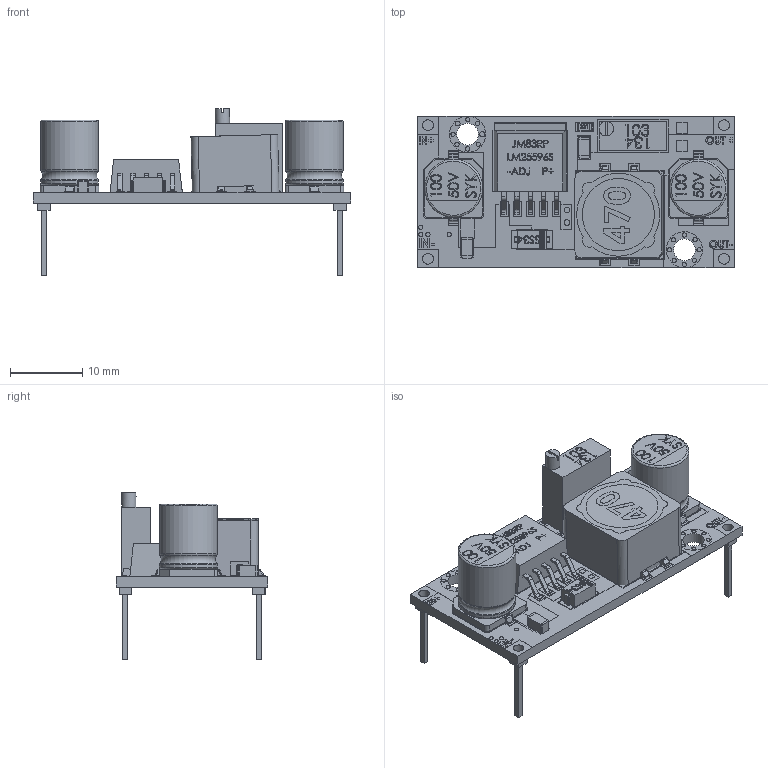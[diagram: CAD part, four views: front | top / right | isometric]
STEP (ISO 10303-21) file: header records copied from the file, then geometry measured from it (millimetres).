
FILE_DESCRIPTION(/* description */ ('STEP AP242','CAx-IF Rec.Pracs.---Representation and Presentation of Product Manufacturing Information (PMI)---4.0---2014-10-13','CAx-IF Rec.Pracs.---3D Tessellated Geometry---0.4---2014-09-14','2;1'),/* implementation_level */ '2;1');
FILE_NAME(/* name */ '66d87085d1e4d54eefa1c100',/* time_stamp */ '2024-09-04T14:36:54Z',/* author */ (''),/* organization */ (''),/* preprocessor_version */ 'ST-DEVELOPER v20',/* originating_system */ ' ',/* authorisation */ ' ');
FILE_SCHEMA (('AP242_MANAGED_MODEL_BASED_3D_ENGINEERING_MIM_LF { 1 0 10303 442 1 1 4 }'));
Length unit declared in the file: metre
Products named in the file (17): LM2596.step[4]; LM2596.step[1]; LM2596.step[12]; LM2596.step[13]; Part 14; Part 15; Part 16; Part 17; LM2596.step[6]; LM2596.step[2]; LM2596.step[3]; LM2596.step[10]; LM2596.step[8]; LM2596.step[9]; LM2596.step[5]; LM2596.step[11]; LM2596.step[7]
Bounding box: 44 x 21 x 23.1 mm (x, y, z)
Volume: 4310.9 mm3; surface area: 4079.2 mm2
Topology: 17 solids, 17 shells, 1085 faces, 3360 edges, 2507 vertices
Faces by surface type: plane 854, cylinder 152, torus 34, bspline 26, cone 11, sphere 8
Full cylindrical faces by diameter (mm): 0.6 x4, 0.8 x2, 1.5 x4, 2 x1, 3 x2, 8 x4
Entity records: 59220 total; most frequent: CARTESIAN_POINT 24625, ORIENTED_EDGE 6688, DIRECTION 5549, EDGE_CURVE 3344, VERTEX_POINT 2507, LINE 2279, VECTOR 2279, AXIS2_PLACEMENT_3D 1635
